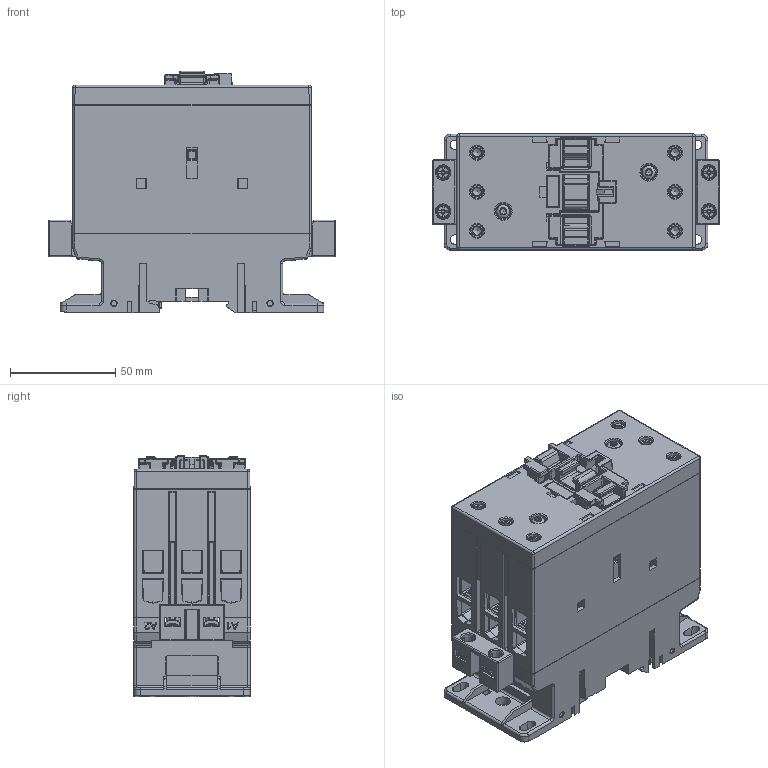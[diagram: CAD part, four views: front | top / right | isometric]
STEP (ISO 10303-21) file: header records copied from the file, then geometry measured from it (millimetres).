
FILE_DESCRIPTION(/* description */ (''),/* implementation_level */ '2;1');
FILE_NAME(/* name */ 'BF4000-8000.stp',/* time_stamp */ '2019-09-16T17:05:36+02:00',/* author */ (''),/* organization */ (''),/* preprocessor_version */ 'ST-DEVELOPER v16',/* originating_system */ 'SIEMENS PLM Software NX 10.0',/* authorisation */ '');
FILE_SCHEMA (('AP203_CONFIGURATION_CONTROLLED_3D_DESIGN_OF_MECHANICAL_PARTS_AND_ASSEMBLIES_MIM_LF { 1 0 10303 403 2 1 2}'));
Products named in the file (1): Rugg27349491wwtx
Bounding box: 136 x 55 x 114.58 mm (x, y, z)
Surface area: 94896.3 mm2 (no closed solid volume)
Topology: 0 solids, 71 shells, 2159 faces, 9266 edges, 6853 vertices
Faces by surface type: plane 1149, cylinder 675, bspline 113, sphere 91, cone 80, torus 51
Full cylindrical faces by diameter (mm): 2 x1, 2.85 x4, 3 x4, 3.4 x2, 3.48 x4, 3.54 x4
Entity records: 99937 total; most frequent: CARTESIAN_POINT 27084, DIRECTION 14587, ORIENTED_EDGE 13584, EDGE_CURVE 9037, VERTEX_POINT 6818, LINE 6071, VECTOR 6071, AXIS2_PLACEMENT_3D 4258
